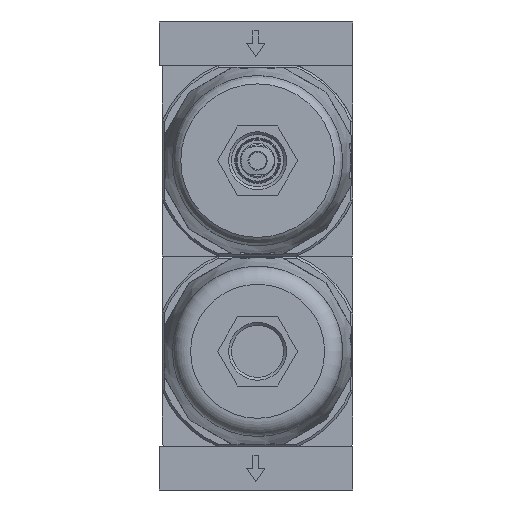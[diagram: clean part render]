
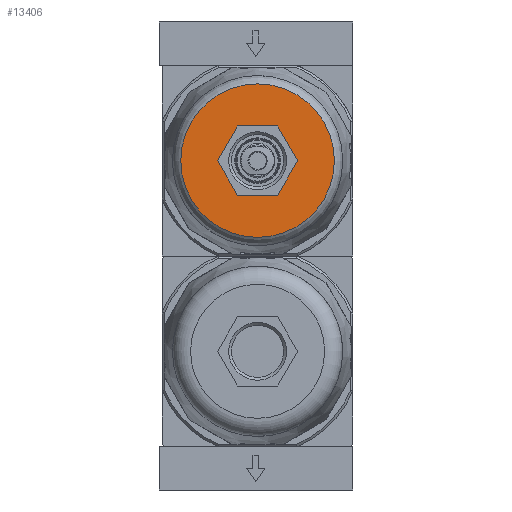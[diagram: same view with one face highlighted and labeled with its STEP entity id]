
A CAD part, front view. The second image highlights one B-rep face of the part: STEP entity #13406.
In plain terms, the highlighted planar face has unit normal (0, -1, 0).
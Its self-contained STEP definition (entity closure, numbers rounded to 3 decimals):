
#1250=LINE('',#26601,#2112);
#1253=LINE('',#26607,#2115);
#1256=LINE('',#26613,#2118);
#1259=LINE('',#26619,#2121);
#1262=LINE('',#26625,#2124);
#1265=LINE('',#26630,#2127);
#2112=VECTOR('',#21986,1000.);
#2115=VECTOR('',#21991,1000.);
#2118=VECTOR('',#21996,1000.);
#2121=VECTOR('',#22001,1000.);
#2124=VECTOR('',#22006,1000.);
#2127=VECTOR('',#22011,1000.);
#4335=ORIENTED_EDGE('',*,*,#7152,.T.);
#4336=ORIENTED_EDGE('',*,*,#7301,.T.);
#4337=ORIENTED_EDGE('',*,*,#7316,.T.);
#4338=ORIENTED_EDGE('',*,*,#7313,.T.);
#4339=ORIENTED_EDGE('',*,*,#7310,.T.);
#4340=ORIENTED_EDGE('',*,*,#7307,.T.);
#4341=ORIENTED_EDGE('',*,*,#7304,.T.);
#7152=EDGE_CURVE('',#8892,#8892,#9997,.F.);
#7301=EDGE_CURVE('',#8975,#8974,#1250,.T.);
#7304=EDGE_CURVE('',#8977,#8975,#1253,.T.);
#7307=EDGE_CURVE('',#8979,#8977,#1256,.T.);
#7310=EDGE_CURVE('',#8981,#8979,#1259,.T.);
#7313=EDGE_CURVE('',#8983,#8981,#1262,.T.);
#7316=EDGE_CURVE('',#8974,#8983,#1265,.T.);
#8892=VERTEX_POINT('',#26096);
#8974=VERTEX_POINT('',#26600);
#8975=VERTEX_POINT('',#26602);
#8977=VERTEX_POINT('',#26608);
#8979=VERTEX_POINT('',#26614);
#8981=VERTEX_POINT('',#26620);
#8983=VERTEX_POINT('',#26626);
#9997=CIRCLE('',#19291,26.576);
#10887=EDGE_LOOP('',(#4335));
#10888=EDGE_LOOP('',(#4336,#4337,#4338,#4339,#4340,#4341));
#11998=FACE_BOUND('',#10887,.T.);
#11999=FACE_BOUND('',#10888,.T.);
#12811=PLANE('',#19388);
#13406=ADVANCED_FACE('',(#11998,#11999),#12811,.F.);
#19291=AXIS2_PLACEMENT_3D('',#26095,#21730,#21731);
#19388=AXIS2_PLACEMENT_3D('',#26631,#22012,#22013);
#21730=DIRECTION('',(0.,1.,0.));
#21731=DIRECTION('',(0.,0.,1.));
#21986=DIRECTION('',(0.,0.,1.));
#21991=DIRECTION('',(-0.866,0.,0.5));
#21996=DIRECTION('',(-0.866,0.,-0.5));
#22001=DIRECTION('',(0.,0.,-1.));
#22006=DIRECTION('',(0.866,0.,-0.5));
#22011=DIRECTION('',(0.866,0.,0.5));
#22012=DIRECTION('',(0.,1.,0.));
#22013=DIRECTION('',(0.,0.,1.));
#26095=CARTESIAN_POINT('',(0.,-164.,0.));
#26096=CARTESIAN_POINT('',(0.,-164.,26.576));
#26600=CARTESIAN_POINT('',(-12.,-164.,6.928));
#26601=CARTESIAN_POINT('',(-12.,-164.,-6.928));
#26602=CARTESIAN_POINT('',(-12.,-164.,-6.928));
#26607=CARTESIAN_POINT('',(0.,-164.,-13.856));
#26608=CARTESIAN_POINT('',(0.,-164.,-13.856));
#26613=CARTESIAN_POINT('',(12.,-164.,-6.928));
#26614=CARTESIAN_POINT('',(12.,-164.,-6.928));
#26619=CARTESIAN_POINT('',(12.,-164.,6.928));
#26620=CARTESIAN_POINT('',(12.,-164.,6.928));
#26625=CARTESIAN_POINT('',(0.,-164.,13.856));
#26626=CARTESIAN_POINT('',(0.,-164.,13.856));
#26630=CARTESIAN_POINT('',(-12.,-164.,6.928));
#26631=CARTESIAN_POINT('',(0.,-164.,0.));
